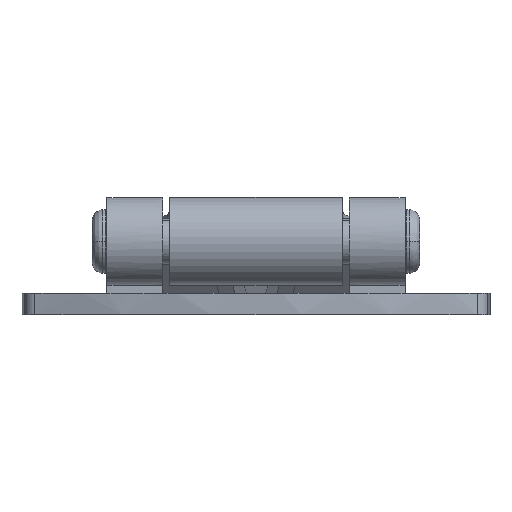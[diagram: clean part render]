
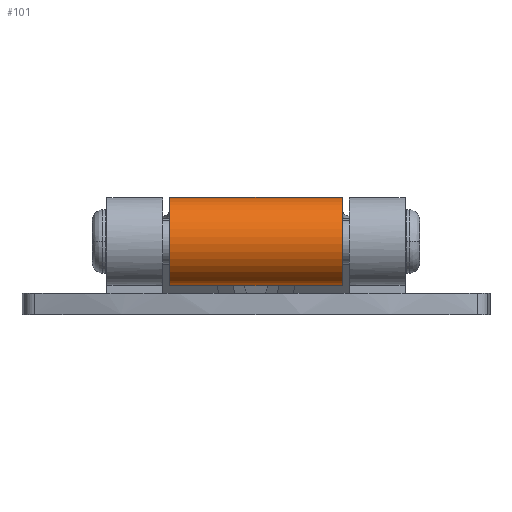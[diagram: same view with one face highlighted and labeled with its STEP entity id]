
A CAD part, left-side view. The second image highlights one B-rep face of the part: STEP entity #101.
In plain terms, the highlighted cylindrical face has radius 8.3 mm (diameter 16.6 mm), a partial arc.
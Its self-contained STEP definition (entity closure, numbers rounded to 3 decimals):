
#101=ADVANCED_FACE('',(#239),#2029,.T.);
#239=FACE_OUTER_BOUND('',#372,.T.);
#372=EDGE_LOOP('',(#803,#804,#805,#806,#807,#808));
#803=ORIENTED_EDGE('',*,*,#1256,.F.);
#804=ORIENTED_EDGE('',*,*,#1282,.F.);
#805=ORIENTED_EDGE('',*,*,#1255,.F.);
#806=ORIENTED_EDGE('',*,*,#1253,.T.);
#807=ORIENTED_EDGE('',*,*,#1254,.F.);
#808=ORIENTED_EDGE('',*,*,#1278,.F.);
#1253=EDGE_CURVE('',#1909,#1907,#1744,.T.);
#1254=EDGE_CURVE('',#1912,#1907,#1505,.T.);
#1255=EDGE_CURVE('',#1909,#1913,#1506,.T.);
#1256=EDGE_CURVE('',#1911,#1910,#1745,.T.);
#1278=EDGE_CURVE('',#1910,#1912,#1762,.T.);
#1282=EDGE_CURVE('',#1913,#1911,#1766,.T.);
#1505=TRIMMED_CURVE($,#1606,(#4145),(#4146),.T.,.CARTESIAN.);
#1506=TRIMMED_CURVE($,#1607,(#4148),(#4149),.T.,.CARTESIAN.);
#1606=CIRCLE('',#2348,8.3);
#1607=CIRCLE('',#2349,8.3);
#1744=B_SPLINE_CURVE_WITH_KNOTS('',1,(#4142,#4143),.UNSPECIFIED.,.F.,.F.,
(2,2),(11.807,44.303),.UNSPECIFIED.);
#1745=B_SPLINE_CURVE_WITH_KNOTS('',1,(#4150,#4151),.UNSPECIFIED.,.F.,.F.,
(2,2),(11.655,44.455),.UNSPECIFIED.);
#1762=B_SPLINE_CURVE_WITH_KNOTS('',3,(#4290,#4291,#4292,#4293,#4294,#4295,
#4296,#4297,#4298,#4299,#4300,#4301,#4302,#4303),.UNSPECIFIED.,.F.,.F.,
(4,2,2,2,2,2,4),(-6.271,-5.484,-4.703,
-3.923,-3.135,-1.566,0.),.UNSPECIFIED.);
#1766=B_SPLINE_CURVE_WITH_KNOTS('',3,(#4333,#4334,#4335,#4336,#4337,#4338,
#4339,#4340,#4341,#4342,#4343,#4344,#4345,#4346),.UNSPECIFIED.,.F.,.F.,
(4,2,2,2,2,2,4),(-6.271,-4.705,-3.137,
-2.348,-1.568,-0.788,0.),.UNSPECIFIED.);
#1907=VERTEX_POINT('',#3921);
#1909=VERTEX_POINT('',#3923);
#1910=VERTEX_POINT('',#3924);
#1911=VERTEX_POINT('',#3925);
#1912=VERTEX_POINT('',#3926);
#1913=VERTEX_POINT('',#3927);
#2029=CYLINDRICAL_SURFACE('',#2320,8.3);
#2320=AXIS2_PLACEMENT_3D('',#3452,#2579,$);
#2348=AXIS2_PLACEMENT_3D($,#4144,#2607,#2608);
#2349=AXIS2_PLACEMENT_3D($,#4147,#2609,#2610);
#2579=DIRECTION('',(0.,1.,0.));
#2607=DIRECTION('',(0.,1.,0.));
#2608=DIRECTION('',(0.873,0.,-0.489));
#2609=DIRECTION('',(0.,-1.,0.));
#2610=DIRECTION('',(0.405,0.,0.914));
#3452=CARTESIAN_POINT('',(16.702,0.,16.805));
#3921=CARTESIAN_POINT('',(20.06,16.248,24.396));
#3923=CARTESIAN_POINT('',(20.06,-16.248,24.396));
#3924=CARTESIAN_POINT('',(24.757,16.4,18.805));
#3925=CARTESIAN_POINT('',(24.757,-16.4,18.805));
#3926=CARTESIAN_POINT('',(23.943,16.248,12.75));
#3927=CARTESIAN_POINT('',(23.943,-16.248,12.75));
#4142=CARTESIAN_POINT('',(20.06,-16.248,24.396));
#4143=CARTESIAN_POINT('',(20.06,16.248,24.396));
#4144=CARTESIAN_POINT('',(16.702,16.248,16.805));
#4145=CARTESIAN_POINT('',(23.943,16.248,12.75));
#4146=CARTESIAN_POINT('',(20.06,16.248,24.396));
#4147=CARTESIAN_POINT('',(16.702,-16.248,16.805));
#4148=CARTESIAN_POINT('',(20.06,-16.248,24.396));
#4149=CARTESIAN_POINT('',(23.943,-16.248,12.75));
#4150=CARTESIAN_POINT('',(24.757,-16.4,18.805));
#4151=CARTESIAN_POINT('',(24.757,16.4,18.805));
#4290=CARTESIAN_POINT('',(24.757,16.4,18.805));
#4291=CARTESIAN_POINT('',(24.82,16.418,18.551));
#4292=CARTESIAN_POINT('',(24.871,16.434,18.294));
#4293=CARTESIAN_POINT('',(24.949,16.459,17.777));
#4294=CARTESIAN_POINT('',(24.975,16.468,17.519));
#4295=CARTESIAN_POINT('',(25.003,16.478,17.));
#4296=CARTESIAN_POINT('',(25.005,16.479,16.74));
#4297=CARTESIAN_POINT('',(24.985,16.472,16.218));
#4298=CARTESIAN_POINT('',(24.962,16.464,15.957));
#4299=CARTESIAN_POINT('',(24.858,16.429,15.179));
#4300=CARTESIAN_POINT('',(24.739,16.391,14.671));
#4301=CARTESIAN_POINT('',(24.41,16.312,13.683));
#4302=CARTESIAN_POINT('',(24.198,16.271,13.205));
#4303=CARTESIAN_POINT('',(23.943,16.248,12.75));
#4333=CARTESIAN_POINT('',(23.943,-16.248,12.75));
#4334=CARTESIAN_POINT('',(24.198,-16.271,13.205));
#4335=CARTESIAN_POINT('',(24.41,-16.312,13.683));
#4336=CARTESIAN_POINT('',(24.739,-16.391,14.671));
#4337=CARTESIAN_POINT('',(24.858,-16.429,15.179));
#4338=CARTESIAN_POINT('',(24.962,-16.464,15.957));
#4339=CARTESIAN_POINT('',(24.985,-16.472,16.218));
#4340=CARTESIAN_POINT('',(25.005,-16.479,16.74));
#4341=CARTESIAN_POINT('',(25.003,-16.478,17.));
#4342=CARTESIAN_POINT('',(24.975,-16.468,17.519));
#4343=CARTESIAN_POINT('',(24.949,-16.459,17.777));
#4344=CARTESIAN_POINT('',(24.871,-16.434,18.294));
#4345=CARTESIAN_POINT('',(24.82,-16.418,18.551));
#4346=CARTESIAN_POINT('',(24.757,-16.4,18.805));
